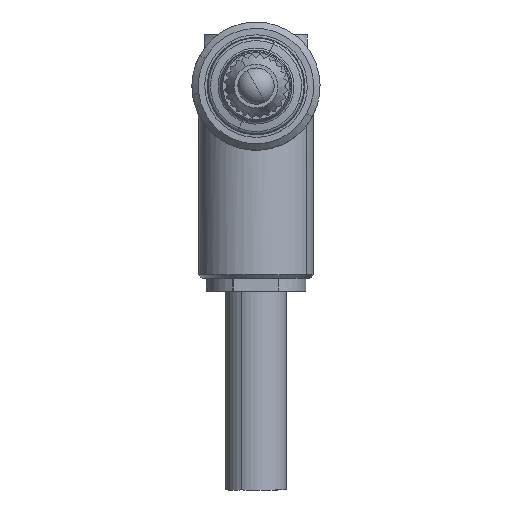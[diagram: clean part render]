
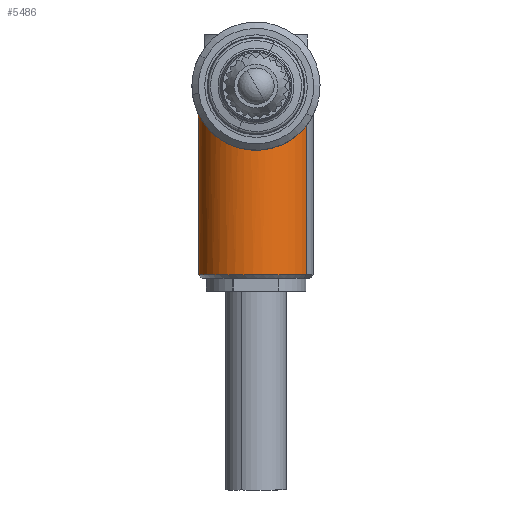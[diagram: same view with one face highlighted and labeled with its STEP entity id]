
A CAD part, front view. The second image highlights one B-rep face of the part: STEP entity #5486.
In plain terms, the highlighted cylindrical face has radius 4.5 mm (diameter 9 mm), a partial arc.
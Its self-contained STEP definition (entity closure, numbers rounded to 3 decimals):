
#5457=AXIS2_PLACEMENT_3D('Cylinder Axis2P3D',#5454,#5455,#5456) ;
#5234=CARTESIAN_POINT('Vertex',(-3.949,77.257,-3.067)) ;
#5238=CARTESIAN_POINT('Control Point',(3.949,72.943,-3.067)) ;
#5239=CARTESIAN_POINT('Control Point',(3.677,72.444,-3.417)) ;
#5240=CARTESIAN_POINT('Control Point',(3.331,71.997,-3.783)) ;
#5241=CARTESIAN_POINT('Control Point',(2.915,71.594,-4.122)) ;
#5242=CARTESIAN_POINT('Control Point',(2.065,71.012,-4.63)) ;
#5243=CARTESIAN_POINT('Control Point',(1.018,70.682,-4.926)) ;
#5244=CARTESIAN_POINT('Control Point',(0.568,70.6,-5.)) ;
#5245=CARTESIAN_POINT('Control Point',(-0.274,70.561,-5.036)) ;
#5246=CARTESIAN_POINT('Control Point',(-1.089,70.71,-4.901)) ;
#5247=CARTESIAN_POINT('Control Point',(-1.438,70.814,-4.808)) ;
#5248=CARTESIAN_POINT('Control Point',(-2.264,71.149,-4.51)) ;
#5249=CARTESIAN_POINT('Control Point',(-2.947,71.645,-4.081)) ;
#5250=CARTESIAN_POINT('Control Point',(-3.298,71.984,-3.796)) ;
#5251=CARTESIAN_POINT('Control Point',(-3.714,72.5,-3.376)) ;
#5252=CARTESIAN_POINT('Control Point',(-4.03,73.084,-2.965)) ;
#5253=CARTESIAN_POINT('Control Point',(-4.111,73.255,-2.851)) ;
#5254=CARTESIAN_POINT('Control Point',(-4.308,73.733,-2.552)) ;
#5255=CARTESIAN_POINT('Control Point',(-4.442,74.261,-2.305)) ;
#5256=CARTESIAN_POINT('Control Point',(-4.5,74.624,-2.178)) ;
#5257=CARTESIAN_POINT('Control Point',(-4.524,75.248,-2.132)) ;
#5258=CARTESIAN_POINT('Control Point',(-4.447,75.841,-2.286)) ;
#5259=CARTESIAN_POINT('Control Point',(-4.405,76.057,-2.369)) ;
#5260=CARTESIAN_POINT('Control Point',(-4.306,76.441,-2.547)) ;
#5261=CARTESIAN_POINT('Control Point',(-4.173,76.797,-2.758)) ;
#5262=CARTESIAN_POINT('Control Point',(-4.105,76.955,-2.859)) ;
#5263=CARTESIAN_POINT('Control Point',(-4.03,77.109,-2.962)) ;
#5264=CARTESIAN_POINT('Control Point',(-3.949,77.257,-3.067)) ;
#5265=CARTESIAN_POINT('Vertex',(3.949,72.943,-3.067)) ;
#5297=CARTESIAN_POINT('Line Origine',(-3.949,77.257,-7.5)) ;
#5301=CARTESIAN_POINT('Vertex',(-3.949,77.257,-14.7)) ;
#5336=CARTESIAN_POINT('Line Origine',(3.949,72.943,-7.5)) ;
#5340=CARTESIAN_POINT('Vertex',(3.949,72.943,-14.7)) ;
#5454=CARTESIAN_POINT('Axis2P3D Location',(0.,75.1,-7.5)) ;
#5460=CARTESIAN_POINT('Control Point',(-4.496,74.907,-14.7)) ;
#5461=CARTESIAN_POINT('Control Point',(-4.522,75.517,-14.7)) ;
#5462=CARTESIAN_POINT('Control Point',(-4.438,76.132,-14.7)) ;
#5463=CARTESIAN_POINT('Control Point',(-4.242,76.721,-14.7)) ;
#5464=CARTESIAN_POINT('Control Point',(-3.949,77.257,-14.7)) ;
#5465=CARTESIAN_POINT('Vertex',(-4.496,74.907,-14.7)) ;
#5469=CARTESIAN_POINT('Control Point',(3.949,72.943,-14.7)) ;
#5470=CARTESIAN_POINT('Control Point',(3.388,71.916,-14.7)) ;
#5471=CARTESIAN_POINT('Control Point',(2.494,71.072,-14.7)) ;
#5472=CARTESIAN_POINT('Control Point',(1.344,70.557,-14.7)) ;
#5473=CARTESIAN_POINT('Control Point',(-1.106,70.347,-14.7)) ;
#5474=CARTESIAN_POINT('Control Point',(-3.212,71.617,-14.7)) ;
#5475=CARTESIAN_POINT('Control Point',(-4.016,72.587,-14.7)) ;
#5476=CARTESIAN_POINT('Control Point',(-4.446,73.739,-14.7)) ;
#5477=CARTESIAN_POINT('Control Point',(-4.496,74.907,-14.7)) ;
#5298=DIRECTION('Vector Direction',(0.,0.,-1.)) ;
#5337=DIRECTION('Vector Direction',(0.,0.,-1.)) ;
#5455=DIRECTION('Axis2P3D Direction',(0.,0.,-1.)) ;
#5456=DIRECTION('Axis2P3D XDirection',(0.878,-0.479,0.)) ;
#5299=VECTOR('Line Direction',#5298,1.) ;
#5338=VECTOR('Line Direction',#5337,1.) ;
#5480=ORIENTED_EDGE('',*,*,#5342,.T.) ;
#5481=ORIENTED_EDGE('',*,*,#5267,.T.) ;
#5482=ORIENTED_EDGE('',*,*,#5303,.F.) ;
#5483=ORIENTED_EDGE('',*,*,#5467,.F.) ;
#5484=ORIENTED_EDGE('',*,*,#5478,.F.) ;
#5486=ADVANCED_FACE('\X2\FF8EFF9EFF83FF9EFF68FF70\X0\.2',(#5485),#5458,.T.) ;
#5237=B_SPLINE_CURVE_WITH_KNOTS('',5,(#5238,#5239,#5240,#5241,#5242,#5243,#5244,#5245,#5246,#5247,#5248,#5249,#5250,#5251,#5252,#5253,#5254,#5255,#5256,#5257,#5258,#5259,#5260,#5261,#5262,#5263,#5264),.UNSPECIFIED.,.F.,.U.,(6,3,3,3,3,3,3,3,6),(0.,4.733,7.983,10.634,14.611,16.169,18.839,20.5,21.913),.UNSPECIFIED.) ;
#5459=B_SPLINE_CURVE_WITH_KNOTS('',4,(#5460,#5461,#5462,#5463,#5464),.UNSPECIFIED.,.F.,.U.,(5,5),(4.626,7.069),.UNSPECIFIED.) ;
#5468=B_SPLINE_CURVE_WITH_KNOTS('',5,(#5469,#5470,#5471,#5472,#5473,#5474,#5475,#5476,#5477),.UNSPECIFIED.,.F.,.U.,(6,3,6),(-7.069,-1.221,4.626),.UNSPECIFIED.) ;
#5458=CYLINDRICAL_SURFACE('generated cylinder',#5457,4.5) ;
#5267=EDGE_CURVE('',#5266,#5235,#5237,.T.) ;
#5303=EDGE_CURVE('',#5302,#5235,#5300,.F.) ;
#5342=EDGE_CURVE('',#5341,#5266,#5339,.F.) ;
#5467=EDGE_CURVE('',#5466,#5302,#5459,.T.) ;
#5478=EDGE_CURVE('',#5341,#5466,#5468,.T.) ;
#5479=EDGE_LOOP('',(#5480,#5481,#5482,#5483,#5484)) ;
#5485=FACE_OUTER_BOUND('',#5479,.T.) ;
#5300=LINE('Line',#5297,#5299) ;
#5339=LINE('Line',#5336,#5338) ;
#5235=VERTEX_POINT('',#5234) ;
#5266=VERTEX_POINT('',#5265) ;
#5302=VERTEX_POINT('',#5301) ;
#5341=VERTEX_POINT('',#5340) ;
#5466=VERTEX_POINT('',#5465) ;
